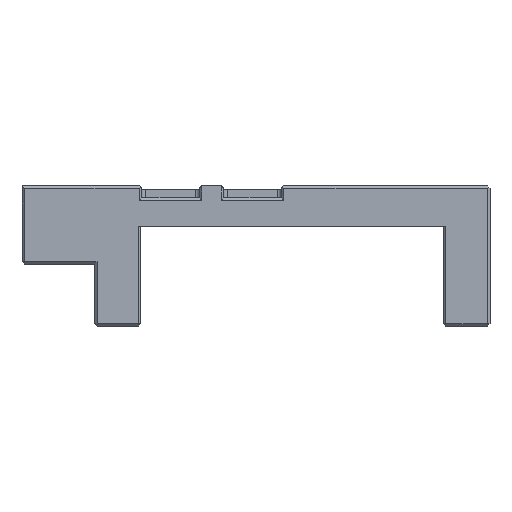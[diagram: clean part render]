
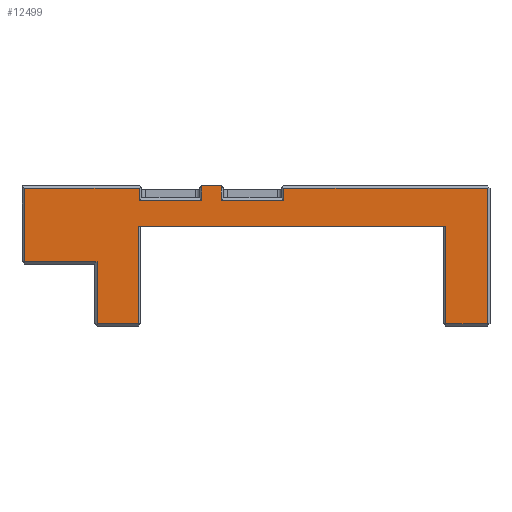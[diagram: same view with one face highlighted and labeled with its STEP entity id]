
A CAD part, left-side view. The second image highlights one B-rep face of the part: STEP entity #12499.
In plain terms, the highlighted planar face has unit normal (-1, 0, 0).
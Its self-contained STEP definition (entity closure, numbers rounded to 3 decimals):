
#409 = VECTOR ( 'NONE', #13042, 1000. ) ;
#536 = CARTESIAN_POINT ( 'NONE',  ( -20., 27.95, -4.4 ) ) ;
#588 = CARTESIAN_POINT ( 'NONE',  ( -20., 4.8, 3.2 ) ) ;
#646 = CARTESIAN_POINT ( 'NONE',  ( -20., 22.7, 4.7 ) ) ;
#769 = DIRECTION ( 'NONE',  ( 0., 1., 0. ) ) ;
#1296 = VECTOR ( 'NONE', #13968, 1000. ) ;
#1302 = ORIENTED_EDGE ( 'NONE', *, *, #7460, .F. ) ;
#1561 = DIRECTION ( 'NONE',  ( 0., -1., 0. ) ) ;
#1597 = VERTEX_POINT ( 'NONE', #17645 ) ;
#1653 = EDGE_CURVE ( 'NONE', #4378, #16605, #14839, .T. ) ;
#1814 = CARTESIAN_POINT ( 'NONE',  ( -20., 4.8, 4.7 ) ) ;
#2034 = EDGE_CURVE ( 'NONE', #13372, #6583, #3156, .T. ) ;
#2073 = DIRECTION ( 'NONE',  ( 0., 0., -1. ) ) ;
#2137 = LINE ( 'NONE', #5386, #1296 ) ;
#2148 = CARTESIAN_POINT ( 'NONE',  ( -20., 36.946, 5. ) ) ;
#2169 = EDGE_CURVE ( 'NONE', #11062, #14518, #14989, .T. ) ;
#2263 = VERTEX_POINT ( 'NONE', #14160 ) ;
#2301 = LINE ( 'NONE', #7893, #14995 ) ;
#2640 = DIRECTION ( 'NONE',  ( 1., 0., 0. ) ) ;
#2668 = LINE ( 'NONE', #18349, #10623 ) ;
#2927 = VERTEX_POINT ( 'NONE', #8669 ) ;
#3106 = LINE ( 'NONE', #7408, #13320 ) ;
#3153 = CARTESIAN_POINT ( 'NONE',  ( -20., 22.846, -12.1 ) ) ;
#3156 = LINE ( 'NONE', #5969, #7675 ) ;
#3430 = ORIENTED_EDGE ( 'NONE', *, *, #3512, .F. ) ;
#3512 = EDGE_CURVE ( 'NONE', #13372, #2263, #8637, .T. ) ;
#3521 = CARTESIAN_POINT ( 'NONE',  ( -20., 0., -12.1 ) ) ;
#3937 = VECTOR ( 'NONE', #18140, 1000. ) ;
#4007 = EDGE_CURVE ( 'NONE', #16701, #11016, #3106, .T. ) ;
#4293 = DIRECTION ( 'NONE',  ( 0., 0., 1. ) ) ;
#4378 = VERTEX_POINT ( 'NONE', #17635 ) ;
#4403 = VERTEX_POINT ( 'NONE', #8774 ) ;
#4491 = ORIENTED_EDGE ( 'NONE', *, *, #2169, .F. ) ;
#4532 = EDGE_CURVE ( 'NONE', #6583, #4403, #17725, .T. ) ;
#4637 = CARTESIAN_POINT ( 'NONE',  ( -20., 0., -4.4 ) ) ;
#5176 = CARTESIAN_POINT ( 'NONE',  ( -20., 0., 0. ) ) ;
#5386 = CARTESIAN_POINT ( 'NONE',  ( -20., -20.454, 5. ) ) ;
#5694 = LINE ( 'NONE', #17077, #11425 ) ;
#5768 = ORIENTED_EDGE ( 'NONE', *, *, #13470, .F. ) ;
#5830 = DIRECTION ( 'NONE',  ( 0., -1., 0. ) ) ;
#5879 = CARTESIAN_POINT ( 'NONE',  ( -20., -15.254, 0. ) ) ;
#5969 = CARTESIAN_POINT ( 'NONE',  ( -20., 4.8, 5. ) ) ;
#6339 = ORIENTED_EDGE ( 'NONE', *, *, #16216, .F. ) ;
#6346 = DIRECTION ( 'NONE',  ( 0., 1., 0. ) ) ;
#6583 = VERTEX_POINT ( 'NONE', #588 ) ;
#6611 = EDGE_CURVE ( 'NONE', #14518, #16096, #16307, .T. ) ;
#6755 = LINE ( 'NONE', #5176, #3937 ) ;
#6874 = CARTESIAN_POINT ( 'NONE',  ( -20., 22.7, 3.2 ) ) ;
#7234 = CARTESIAN_POINT ( 'NONE',  ( -20., 0., 4.7 ) ) ;
#7273 = EDGE_CURVE ( 'NONE', #4403, #1597, #2668, .T. ) ;
#7322 = VECTOR ( 'NONE', #769, 1000. ) ;
#7334 = LINE ( 'NONE', #4637, #409 ) ;
#7408 = CARTESIAN_POINT ( 'NONE',  ( -20., -15.254, 5. ) ) ;
#7460 = EDGE_CURVE ( 'NONE', #15538, #16701, #17593, .T. ) ;
#7675 = VECTOR ( 'NONE', #12026, 1000. ) ;
#7754 = DIRECTION ( 'NONE',  ( 0., 0., 1. ) ) ;
#7798 = CARTESIAN_POINT ( 'NONE',  ( -20., 27.95, 5. ) ) ;
#7893 = CARTESIAN_POINT ( 'NONE',  ( -20., 22.846, 5. ) ) ;
#7929 = ORIENTED_EDGE ( 'NONE', *, *, #6611, .F. ) ;
#7934 = EDGE_CURVE ( 'NONE', #2927, #8841, #9168, .T. ) ;
#7976 = VECTOR ( 'NONE', #9220, 1000. ) ;
#7989 = DIRECTION ( 'NONE',  ( 0., 0., -1. ) ) ;
#8224 = ORIENTED_EDGE ( 'NONE', *, *, #8613, .F. ) ;
#8236 = DIRECTION ( 'NONE',  ( 0., 0., 1. ) ) ;
#8339 = CARTESIAN_POINT ( 'NONE',  ( -20., 14.95, 3.2 ) ) ;
#8341 = ORIENTED_EDGE ( 'NONE', *, *, #9273, .T. ) ;
#8354 = DIRECTION ( 'NONE',  ( 0., 0., 1. ) ) ;
#8613 = EDGE_CURVE ( 'NONE', #16605, #15789, #9868, .T. ) ;
#8637 = LINE ( 'NONE', #7234, #11174 ) ;
#8669 = CARTESIAN_POINT ( 'NONE',  ( -20., 14.95, 5. ) ) ;
#8774 = CARTESIAN_POINT ( 'NONE',  ( -20., 12.55, 3.2 ) ) ;
#8841 = VERTEX_POINT ( 'NONE', #8339 ) ;
#9068 = ORIENTED_EDGE ( 'NONE', *, *, #13998, .T. ) ;
#9168 = LINE ( 'NONE', #16170, #10937 ) ;
#9220 = DIRECTION ( 'NONE',  ( 0., 1., 0. ) ) ;
#9273 = EDGE_CURVE ( 'NONE', #8841, #16260, #12528, .T. ) ;
#9567 = VECTOR ( 'NONE', #9809, 1000. ) ;
#9712 = ORIENTED_EDGE ( 'NONE', *, *, #14624, .F. ) ;
#9809 = DIRECTION ( 'NONE',  ( 0., 1., 0. ) ) ;
#9868 = LINE ( 'NONE', #15561, #14899 ) ;
#9912 = ORIENTED_EDGE ( 'NONE', *, *, #16486, .F. ) ;
#10099 = PLANE ( 'NONE',  #15531 ) ;
#10110 = CARTESIAN_POINT ( 'NONE',  ( -20., -20.454, -12.1 ) ) ;
#10239 = ORIENTED_EDGE ( 'NONE', *, *, #2034, .T. ) ;
#10418 = ORIENTED_EDGE ( 'NONE', *, *, #7273, .T. ) ;
#10623 = VECTOR ( 'NONE', #8354, 1000. ) ;
#10937 = VECTOR ( 'NONE', #2073, 1000. ) ;
#11007 = CARTESIAN_POINT ( 'NONE',  ( -20., 12.55, 3.2 ) ) ;
#11016 = VERTEX_POINT ( 'NONE', #5879 ) ;
#11062 = VERTEX_POINT ( 'NONE', #3153 ) ;
#11174 = VECTOR ( 'NONE', #17234, 1000. ) ;
#11234 = DIRECTION ( 'NONE',  ( 0., 0., -1. ) ) ;
#11425 = VECTOR ( 'NONE', #4293, 1000. ) ;
#11631 = CARTESIAN_POINT ( 'NONE',  ( -20., 12.25, 5. ) ) ;
#11775 = ORIENTED_EDGE ( 'NONE', *, *, #4532, .T. ) ;
#12026 = DIRECTION ( 'NONE',  ( 0., 0., -1. ) ) ;
#12163 = EDGE_LOOP ( 'NONE', ( #10239, #11775, #10418, #16680, #15701, #8341, #9068, #8224, #14560, #9912, #7929, #4491, #9712, #5768, #15583, #1302, #6339, #3430 ) ) ;
#12499 = ADVANCED_FACE ( 'NONE', ( #17199 ), #10099, .F. ) ;
#12528 = LINE ( 'NONE', #13925, #9567 ) ;
#12645 = CARTESIAN_POINT ( 'NONE',  ( -20., -15.254, -12.1 ) ) ;
#12670 = VECTOR ( 'NONE', #5830, 1000. ) ;
#12750 = CARTESIAN_POINT ( 'NONE',  ( -20., 22.846, 0. ) ) ;
#13042 = DIRECTION ( 'NONE',  ( 0., 1., 0. ) ) ;
#13051 = CARTESIAN_POINT ( 'NONE',  ( -20., 27.95, -12.1 ) ) ;
#13110 = DIRECTION ( 'NONE',  ( 0., 0., 1. ) ) ;
#13195 = VERTEX_POINT ( 'NONE', #12750 ) ;
#13320 = VECTOR ( 'NONE', #13110, 1000. ) ;
#13372 = VERTEX_POINT ( 'NONE', #1814 ) ;
#13470 = EDGE_CURVE ( 'NONE', #11016, #13195, #6755, .T. ) ;
#13925 = CARTESIAN_POINT ( 'NONE',  ( -20., 22.7, 3.2 ) ) ;
#13968 = DIRECTION ( 'NONE',  ( 0., 0., -1. ) ) ;
#13998 = EDGE_CURVE ( 'NONE', #16260, #15789, #5694, .T. ) ;
#14160 = CARTESIAN_POINT ( 'NONE',  ( -20., -20.454, 4.7 ) ) ;
#14220 = VECTOR ( 'NONE', #8236, 1000. ) ;
#14314 = LINE ( 'NONE', #11631, #12670 ) ;
#14518 = VERTEX_POINT ( 'NONE', #13051 ) ;
#14560 = ORIENTED_EDGE ( 'NONE', *, *, #1653, .F. ) ;
#14624 = EDGE_CURVE ( 'NONE', #13195, #11062, #2301, .T. ) ;
#14839 = LINE ( 'NONE', #2148, #17797 ) ;
#14899 = VECTOR ( 'NONE', #1561, 1000. ) ;
#14989 = LINE ( 'NONE', #3521, #7976 ) ;
#14995 = VECTOR ( 'NONE', #7989, 1000. ) ;
#15531 = AXIS2_PLACEMENT_3D ( 'NONE', #15791, #2640, #11234 ) ;
#15538 = VERTEX_POINT ( 'NONE', #10110 ) ;
#15561 = CARTESIAN_POINT ( 'NONE',  ( -20., 0., 4.7 ) ) ;
#15583 = ORIENTED_EDGE ( 'NONE', *, *, #4007, .F. ) ;
#15701 = ORIENTED_EDGE ( 'NONE', *, *, #7934, .T. ) ;
#15789 = VERTEX_POINT ( 'NONE', #646 ) ;
#15791 = CARTESIAN_POINT ( 'NONE',  ( -20., 0., 5. ) ) ;
#16096 = VERTEX_POINT ( 'NONE', #536 ) ;
#16170 = CARTESIAN_POINT ( 'NONE',  ( -20., 14.95, 3.5 ) ) ;
#16216 = EDGE_CURVE ( 'NONE', #2263, #15538, #2137, .T. ) ;
#16260 = VERTEX_POINT ( 'NONE', #6874 ) ;
#16299 = CARTESIAN_POINT ( 'NONE',  ( -20., 36.946, 4.7 ) ) ;
#16307 = LINE ( 'NONE', #7798, #14220 ) ;
#16486 = EDGE_CURVE ( 'NONE', #16096, #4378, #7334, .T. ) ;
#16560 = CARTESIAN_POINT ( 'NONE',  ( -20., 0., -12.1 ) ) ;
#16605 = VERTEX_POINT ( 'NONE', #16299 ) ;
#16680 = ORIENTED_EDGE ( 'NONE', *, *, #16845, .F. ) ;
#16701 = VERTEX_POINT ( 'NONE', #12645 ) ;
#16845 = EDGE_CURVE ( 'NONE', #2927, #1597, #14314, .T. ) ;
#17077 = CARTESIAN_POINT ( 'NONE',  ( -20., 22.7, 5. ) ) ;
#17199 = FACE_OUTER_BOUND ( 'NONE', #12163, .T. ) ;
#17234 = DIRECTION ( 'NONE',  ( 0., -1., 0. ) ) ;
#17476 = VECTOR ( 'NONE', #6346, 1000. ) ;
#17593 = LINE ( 'NONE', #16560, #7322 ) ;
#17635 = CARTESIAN_POINT ( 'NONE',  ( -20., 36.946, -4.4 ) ) ;
#17645 = CARTESIAN_POINT ( 'NONE',  ( -20., 12.55, 5. ) ) ;
#17725 = LINE ( 'NONE', #11007, #17476 ) ;
#17797 = VECTOR ( 'NONE', #7754, 1000. ) ;
#18140 = DIRECTION ( 'NONE',  ( 0., 1., 0. ) ) ;
#18349 = CARTESIAN_POINT ( 'NONE',  ( -20., 12.55, 5. ) ) ;
